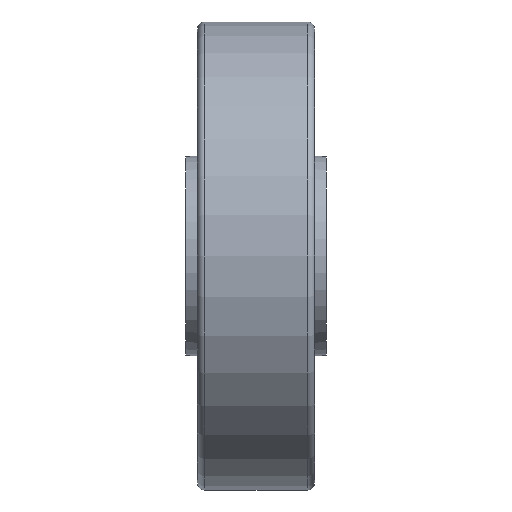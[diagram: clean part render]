
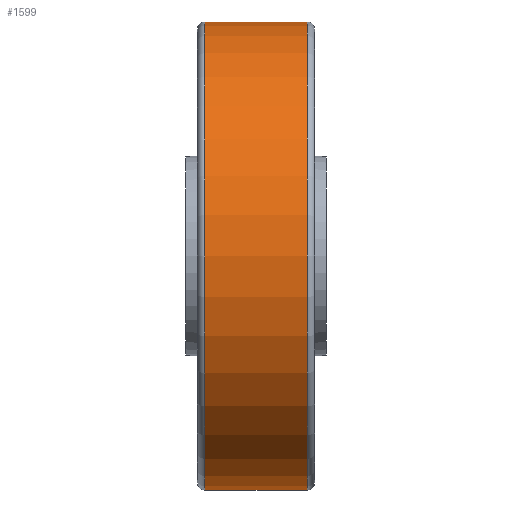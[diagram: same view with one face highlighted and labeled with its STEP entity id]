
A CAD part, front view. The second image highlights one B-rep face of the part: STEP entity #1599.
In plain terms, the highlighted cylindrical face has radius 100 mm (diameter 200 mm), a partial arc.
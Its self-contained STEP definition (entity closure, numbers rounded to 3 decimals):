
#2 = DIRECTION ( 'NONE',  ( 0., 0., 1. ) ) ;
#139 = DIRECTION ( 'NONE',  ( -1., 0., 0. ) ) ;
#152 = CARTESIAN_POINT ( 'NONE',  ( -12.372, 0., 0. ) ) ;
#160 = DIRECTION ( 'NONE',  ( -1., 0., 0. ) ) ;
#188 = VERTEX_POINT ( 'NONE', #1416 ) ;
#202 = CARTESIAN_POINT ( 'NONE',  ( 3., 0., -100. ) ) ;
#231 = EDGE_CURVE ( 'NONE', #1340, #1177, #1308, .T. ) ;
#426 = CIRCLE ( 'NONE', #1251, 100. ) ;
#428 = CYLINDRICAL_SURFACE ( 'NONE', #721, 100. ) ;
#458 = CIRCLE ( 'NONE', #1146, 100. ) ;
#527 = EDGE_CURVE ( 'NONE', #188, #1340, #458, .T. ) ;
#589 = DIRECTION ( 'NONE',  ( 0., 0., 1. ) ) ;
#603 = VECTOR ( 'NONE', #1759, 1000. ) ;
#614 = CARTESIAN_POINT ( 'NONE',  ( 47., 0., 100. ) ) ;
#629 = ORIENTED_EDGE ( 'NONE', *, *, #527, .T. ) ;
#659 = CARTESIAN_POINT ( 'NONE',  ( 3., 0., 100. ) ) ;
#721 = AXIS2_PLACEMENT_3D ( 'NONE', #152, #160, #589 ) ;
#961 = DIRECTION ( 'NONE',  ( -1., 0., 0. ) ) ;
#978 = ORIENTED_EDGE ( 'NONE', *, *, #1512, .T. ) ;
#986 = EDGE_LOOP ( 'NONE', ( #1428, #629, #1313, #978 ) ) ;
#1089 = CARTESIAN_POINT ( 'NONE',  ( -12.372, 0., 100. ) ) ;
#1107 = FACE_OUTER_BOUND ( 'NONE', #986, .T. ) ;
#1108 = LINE ( 'NONE', #1365, #1625 ) ;
#1146 = AXIS2_PLACEMENT_3D ( 'NONE', #1461, #961, #2 ) ;
#1177 = VERTEX_POINT ( 'NONE', #659 ) ;
#1238 = EDGE_CURVE ( 'NONE', #188, #1654, #1108, .T. ) ;
#1251 = AXIS2_PLACEMENT_3D ( 'NONE', #1338, #1635, #1751 ) ;
#1308 = LINE ( 'NONE', #1089, #603 ) ;
#1313 = ORIENTED_EDGE ( 'NONE', *, *, #231, .T. ) ;
#1338 = CARTESIAN_POINT ( 'NONE',  ( 3., 0., 0. ) ) ;
#1340 = VERTEX_POINT ( 'NONE', #614 ) ;
#1365 = CARTESIAN_POINT ( 'NONE',  ( -12.372, 0., -100. ) ) ;
#1416 = CARTESIAN_POINT ( 'NONE',  ( 47., 0., -100. ) ) ;
#1428 = ORIENTED_EDGE ( 'NONE', *, *, #1238, .F. ) ;
#1461 = CARTESIAN_POINT ( 'NONE',  ( 47., 0., 0. ) ) ;
#1512 = EDGE_CURVE ( 'NONE', #1177, #1654, #426, .T. ) ;
#1599 = ADVANCED_FACE ( 'NONE', ( #1107 ), #428, .T. ) ;
#1625 = VECTOR ( 'NONE', #139, 1000. ) ;
#1635 = DIRECTION ( 'NONE',  ( 1., 0., 0. ) ) ;
#1654 = VERTEX_POINT ( 'NONE', #202 ) ;
#1751 = DIRECTION ( 'NONE',  ( 0., 0., -1. ) ) ;
#1759 = DIRECTION ( 'NONE',  ( -1., 0., 0. ) ) ;
